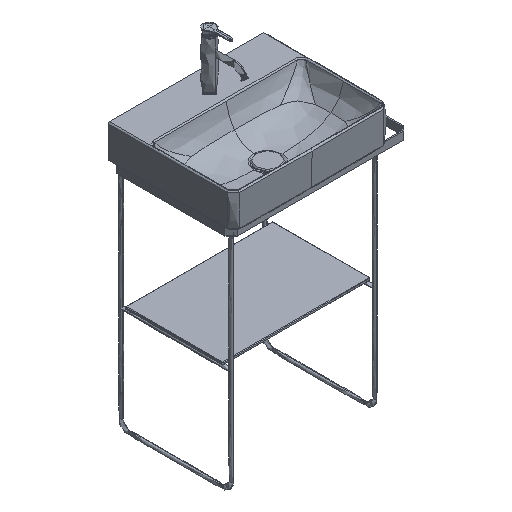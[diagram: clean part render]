
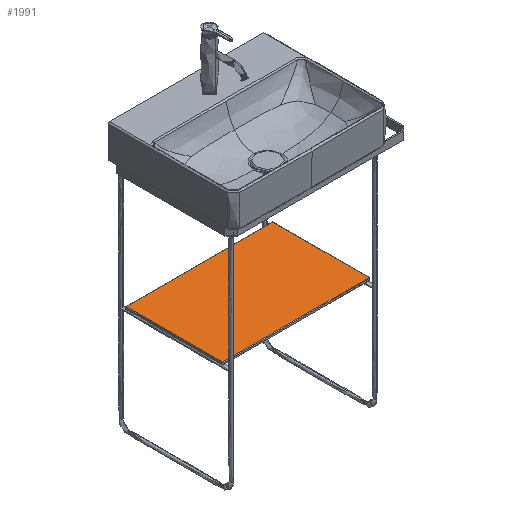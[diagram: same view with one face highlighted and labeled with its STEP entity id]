
A CAD part, isometric view. The second image highlights one B-rep face of the part: STEP entity #1991.
In plain terms, the highlighted planar face has unit normal (0, 0, 1).
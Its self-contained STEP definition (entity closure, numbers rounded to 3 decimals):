
#285=PLANE('',#19744);
#1991=ADVANCED_FACE('',(#2955),#285,.T.);
#2955=FACE_OUTER_BOUND('',#3931,.T.);
#3931=EDGE_LOOP('',(#5175,#5176,#5177,#5178));
#5175=ORIENTED_EDGE('',*,*,#9515,.T.);
#5176=ORIENTED_EDGE('',*,*,#9516,.T.);
#5177=ORIENTED_EDGE('',*,*,#9517,.T.);
#5178=ORIENTED_EDGE('',*,*,#9518,.T.);
#9515=EDGE_CURVE('',#16247,#16248,#14548,.T.);
#9516=EDGE_CURVE('',#16248,#16249,#14549,.T.);
#9517=EDGE_CURVE('',#16249,#16250,#14550,.T.);
#9518=EDGE_CURVE('',#16250,#16247,#14551,.T.);
#14548=B_SPLINE_CURVE_WITH_KNOTS('',1,(#21184,#21185),.UNSPECIFIED.,.F.,
 .F.,(2,2),(-307.,0.),.UNSPECIFIED.);
#14549=B_SPLINE_CURVE_WITH_KNOTS('',1,(#21186,#21187),.UNSPECIFIED.,.F.,
 .F.,(2,2),(0.,467.),.UNSPECIFIED.);
#14550=B_SPLINE_CURVE_WITH_KNOTS('',1,(#21188,#21189),.UNSPECIFIED.,.F.,
 .F.,(2,2),(0.,307.),.UNSPECIFIED.);
#14551=B_SPLINE_CURVE_WITH_KNOTS('',1,(#21190,#21191),.UNSPECIFIED.,.F.,
 .F.,(2,2),(0.,467.),.UNSPECIFIED.);
#16247=VERTEX_POINT('',#21152);
#16248=VERTEX_POINT('',#21153);
#16249=VERTEX_POINT('',#21154);
#16250=VERTEX_POINT('',#21155);
#19744=AXIS2_PLACEMENT_3D('',#21134,#19945,$);
#19945=DIRECTION('',(0.,0.,1.));
#21134=CARTESIAN_POINT('',(-284.375,-182.079,-400.974));
#21152=CARTESIAN_POINT('',(-237.615,155.681,-400.974));
#21153=CARTESIAN_POINT('',(-237.615,-151.319,-400.974));
#21154=CARTESIAN_POINT('',(229.385,-151.319,-400.974));
#21155=CARTESIAN_POINT('',(229.385,155.681,-400.974));
#21184=CARTESIAN_POINT('',(-237.615,155.681,-400.974));
#21185=CARTESIAN_POINT('',(-237.615,-151.319,-400.974));
#21186=CARTESIAN_POINT('',(-237.615,-151.319,-400.974));
#21187=CARTESIAN_POINT('',(229.385,-151.319,-400.974));
#21188=CARTESIAN_POINT('',(229.385,-151.319,-400.974));
#21189=CARTESIAN_POINT('',(229.385,155.681,-400.974));
#21190=CARTESIAN_POINT('',(229.385,155.681,-400.974));
#21191=CARTESIAN_POINT('',(-237.615,155.681,-400.974));
